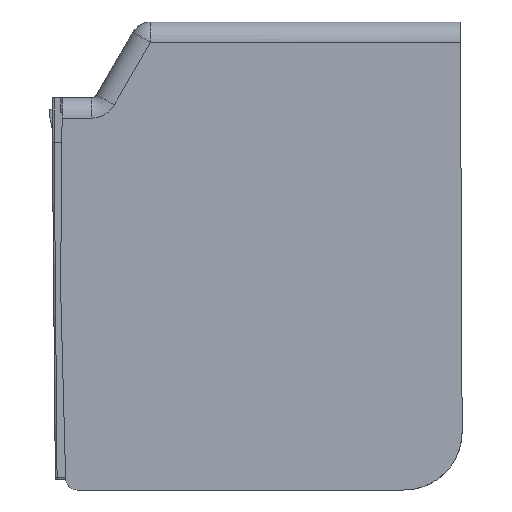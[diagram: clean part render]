
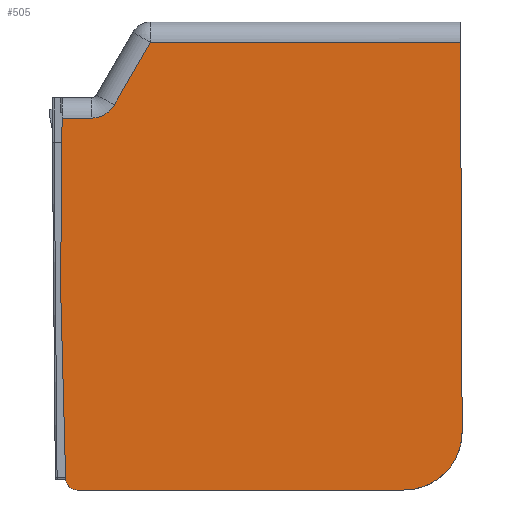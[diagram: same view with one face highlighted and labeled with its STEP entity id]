
A CAD part, front view. The second image highlights one B-rep face of the part: STEP entity #505.
In plain terms, the highlighted planar face has unit normal (0, -1, 0).
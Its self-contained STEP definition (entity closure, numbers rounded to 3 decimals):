
#505=ADVANCED_FACE('',(#1010),#846,.T.);
#846=PLANE('',#6556);
#1010=FACE_OUTER_BOUND('',#1375,.T.);
#1375=EDGE_LOOP('',(#2170,#2171,#2172,#2173,#2174,#2175,#2176,#2177,#2178,
#2179));
#1708=CIRCLE('',#6553,4.5);
#1709=CIRCLE('',#6554,2.);
#1710=CIRCLE('',#6555,10.);
#2170=ORIENTED_EDGE('',*,*,#4599,.F.);
#2171=ORIENTED_EDGE('',*,*,#4600,.T.);
#2172=ORIENTED_EDGE('',*,*,#4601,.T.);
#2173=ORIENTED_EDGE('',*,*,#4602,.T.);
#2174=ORIENTED_EDGE('',*,*,#4603,.T.);
#2175=ORIENTED_EDGE('',*,*,#4604,.T.);
#2176=ORIENTED_EDGE('',*,*,#4605,.F.);
#2177=ORIENTED_EDGE('',*,*,#4606,.T.);
#2178=ORIENTED_EDGE('',*,*,#4607,.F.);
#2179=ORIENTED_EDGE('',*,*,#4608,.T.);
#3979=VERTEX_POINT('',#9866);
#3980=VERTEX_POINT('',#9867);
#3981=VERTEX_POINT('',#9869);
#3982=VERTEX_POINT('',#9871);
#3983=VERTEX_POINT('',#9873);
#3984=VERTEX_POINT('',#9875);
#3985=VERTEX_POINT('',#9877);
#3986=VERTEX_POINT('',#9879);
#3987=VERTEX_POINT('',#9881);
#3988=VERTEX_POINT('',#9883);
#4599=EDGE_CURVE('',#3979,#3980,#5467,.T.);
#4600=EDGE_CURVE('',#3979,#3981,#5468,.T.);
#4601=EDGE_CURVE('',#3981,#3982,#5469,.T.);
#4602=EDGE_CURVE('',#3982,#3983,#1708,.T.);
#4603=EDGE_CURVE('',#3983,#3984,#5470,.T.);
#4604=EDGE_CURVE('',#3984,#3985,#5471,.T.);
#4605=EDGE_CURVE('',#3986,#3985,#5472,.T.);
#4606=EDGE_CURVE('',#3986,#3987,#1709,.T.);
#4607=EDGE_CURVE('',#3988,#3987,#5473,.T.);
#4608=EDGE_CURVE('',#3988,#3980,#1710,.T.);
#5467=LINE('',#9865,#6029);
#5468=LINE('',#9868,#6030);
#5469=LINE('',#9870,#6031);
#5470=LINE('',#9874,#6032);
#5471=LINE('',#9876,#6033);
#5472=LINE('',#9878,#6034);
#5473=LINE('',#9882,#6035);
#6029=VECTOR('',#7552,1.);
#6030=VECTOR('',#7553,1.);
#6031=VECTOR('',#7554,1.);
#6032=VECTOR('',#7557,1.);
#6033=VECTOR('',#7558,1.);
#6034=VECTOR('',#7559,1.);
#6035=VECTOR('',#7562,1.);
#6553=AXIS2_PLACEMENT_3D('',#9872,#7555,#7556);
#6554=AXIS2_PLACEMENT_3D('',#9880,#7560,#7561);
#6555=AXIS2_PLACEMENT_3D('',#9884,#7563,#7564);
#6556=AXIS2_PLACEMENT_3D('',#9885,#7565,#7566);
#7552=DIRECTION('',(0.004,0.,-1.));
#7553=DIRECTION('',(-1.,0.,0.));
#7554=DIRECTION('',(-0.5,0.,-0.866));
#7555=DIRECTION('',(0.,1.,0.));
#7556=DIRECTION('',(0.,0.,-1.));
#7557=DIRECTION('',(-1.,0.,0.));
#7558=DIRECTION('',(-0.009,0.,-1.));
#7559=DIRECTION('',(-0.026,0.,1.));
#7560=DIRECTION('',(0.,-1.,0.));
#7561=DIRECTION('',(0.,0.,-1.));
#7562=DIRECTION('',(-1.,0.,0.));
#7563=DIRECTION('',(0.,-1.,0.));
#7564=DIRECTION('',(0.,0.,-1.));
#7565=DIRECTION('',(0.,-1.,0.));
#7566=DIRECTION('',(1.,0.,0.));
#9865=CARTESIAN_POINT('',(70.,-70.,20.7));
#9866=CARTESIAN_POINT('',(70.015,-70.,17.2));
#9867=CARTESIAN_POINT('',(70.307,-70.,-49.556));
#9868=CARTESIAN_POINT('',(101.409,-70.,17.2));
#9869=CARTESIAN_POINT('',(16.812,-70.,17.2));
#9870=CARTESIAN_POINT('',(1.372,-70.,-9.544));
#9871=CARTESIAN_POINT('',(10.606,-70.,6.45));
#9872=CARTESIAN_POINT('',(6.709,-70.,8.7));
#9873=CARTESIAN_POINT('',(6.709,-70.,4.2));
#9874=CARTESIAN_POINT('',(101.409,-70.,4.2));
#9875=CARTESIAN_POINT('',(1.662,-70.,4.2));
#9876=CARTESIAN_POINT('',(1.046,-70.,-66.424));
#9877=CARTESIAN_POINT('',(1.409,-70.,-24.8));
#9878=CARTESIAN_POINT('',(1.409,-70.,-24.8));
#9879=CARTESIAN_POINT('',(2.269,-70.,-57.652));
#9880=CARTESIAN_POINT('',(4.268,-70.,-57.6));
#9881=CARTESIAN_POINT('',(4.268,-70.,-59.6));
#9882=CARTESIAN_POINT('',(0.,-70.,-59.6));
#9883=CARTESIAN_POINT('',(60.307,-70.,-59.6));
#9884=CARTESIAN_POINT('',(60.307,-70.,-49.6));
#9885=CARTESIAN_POINT('',(101.409,-70.,-67.3));
